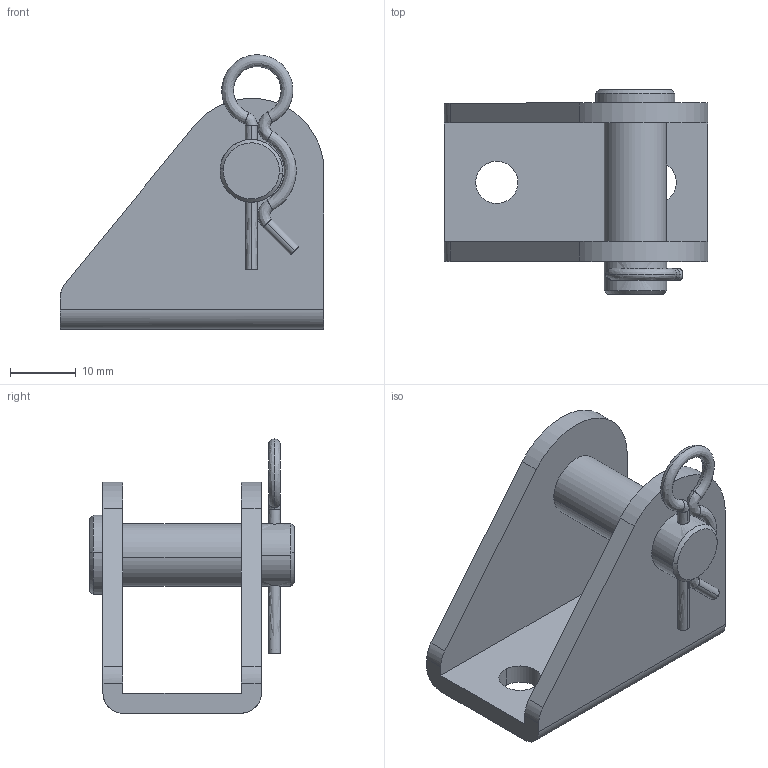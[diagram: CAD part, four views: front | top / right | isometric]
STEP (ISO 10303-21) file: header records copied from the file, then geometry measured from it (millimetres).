
FILE_DESCRIPTION((''),'2;1');
FILE_NAME('','2008-04-30T14:01:13',(''),(''),'','CADfix','');
FILE_SCHEMA(('AUTOMOTIVE_DESIGN { 1 0 10303 214 1 1 1 1 }'));
Length unit declared in the file: millimetre
Bounding box: 40 x 31 x 41.58 mm (x, y, z)
Volume: 9977.4 mm3; surface area: 7027.2 mm2
Topology: 1 solids, 1 shells, 50 faces, 154 edges, 110 vertices
Faces by surface type: bspline 50
Entity records: 2595 total; most frequent: CARTESIAN_POINT 1742, ORIENTED_EDGE 308, EDGE_CURVE 154, VERTEX_POINT 110, EDGE_LOOP 60, FACE_OUTER_BOUND 50, ADVANCED_FACE 50, QUASI_UNIFORM_CURVE 50
